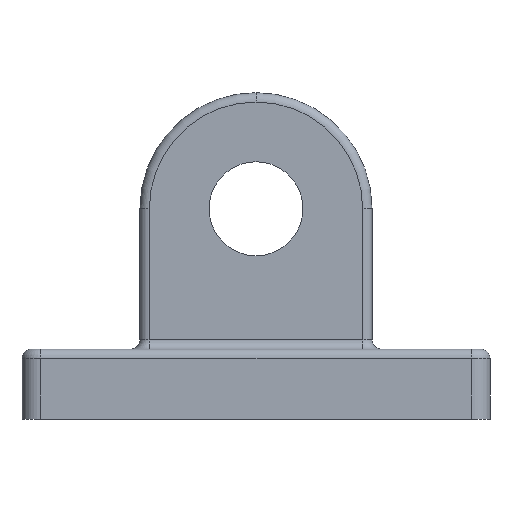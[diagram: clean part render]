
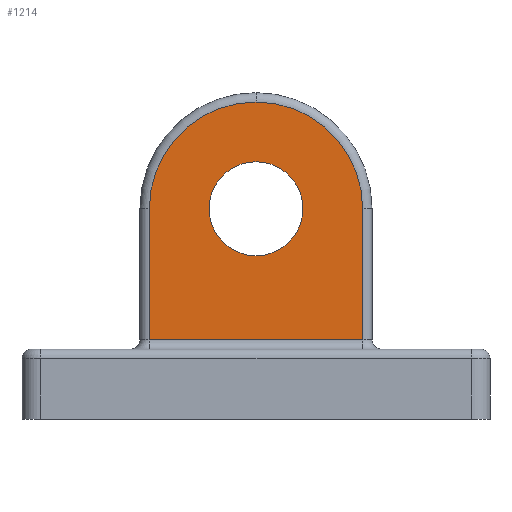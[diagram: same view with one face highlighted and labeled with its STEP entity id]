
A CAD part, left-side view. The second image highlights one B-rep face of the part: STEP entity #1214.
In plain terms, the highlighted planar face has unit normal (-1, 0, 0).
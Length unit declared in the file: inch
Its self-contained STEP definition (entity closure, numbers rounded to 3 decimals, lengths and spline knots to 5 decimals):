
#199 = ORIENTED_EDGE ( 'NONE', *, *, #1798, .T. ) ;
#218 = EDGE_CURVE ( 'NONE', #1201, #1380, #517, .T. ) ;
#220 = CIRCLE ( 'NONE', #1287, 0.57 ) ;
#245 = CARTESIAN_POINT ( 'NONE',  ( -0.88, 0., 1.125 ) ) ;
#260 = DIRECTION ( 'NONE',  ( 0., 0., -1. ) ) ;
#308 = CARTESIAN_POINT ( 'NONE',  ( -0.88, -0.57, 1.125 ) ) ;
#330 = EDGE_CURVE ( 'NONE', #1348, #1561, #220, .T. ) ;
#344 = CARTESIAN_POINT ( 'NONE',  ( -0.88, 0.57, 1.125 ) ) ;
#347 = EDGE_CURVE ( 'NONE', #1268, #1254, #514, .T. ) ;
#382 = DIRECTION ( 'NONE',  ( 0., 0., 1. ) ) ;
#386 = CARTESIAN_POINT ( 'NONE',  ( -0.88, 0., 1.376 ) ) ;
#416 = PLANE ( 'NONE',  #1802 ) ;
#423 = CARTESIAN_POINT ( 'NONE',  ( -0.88, 0.57, 1.125 ) ) ;
#430 = EDGE_LOOP ( 'NONE', ( #199, #1797, #609, #563, #1711 ) ) ;
#433 = CIRCLE ( 'NONE', #1921, 0.57 ) ;
#439 = FACE_BOUND ( 'NONE', #904, .T. ) ;
#465 = EDGE_CURVE ( 'NONE', #1254, #1268, #619, .T. ) ;
#501 = ORIENTED_EDGE ( 'NONE', *, *, #465, .T. ) ;
#514 = CIRCLE ( 'NONE', #1716, 0.251 ) ;
#517 = LINE ( 'NONE', #951, #2020 ) ;
#552 = DIRECTION ( 'NONE',  ( -1., 0., 0. ) ) ;
#563 = ORIENTED_EDGE ( 'NONE', *, *, #330, .T. ) ;
#574 = CARTESIAN_POINT ( 'NONE',  ( -0.88, 0.57, 0.425 ) ) ;
#609 = ORIENTED_EDGE ( 'NONE', *, *, #1327, .T. ) ;
#619 = CIRCLE ( 'NONE', #1251, 0.251 ) ;
#633 = VERTEX_POINT ( 'NONE', #423 ) ;
#642 = DIRECTION ( 'NONE',  ( -1., 0., 0. ) ) ;
#672 = DIRECTION ( 'NONE',  ( 0., 0., 1. ) ) ;
#708 = LINE ( 'NONE', #1295, #2050 ) ;
#744 = DIRECTION ( 'NONE',  ( 0., 0., -1. ) ) ;
#818 = CARTESIAN_POINT ( 'NONE',  ( -0.88, 0., 1.125 ) ) ;
#904 = EDGE_LOOP ( 'NONE', ( #2087, #501 ) ) ;
#933 = FACE_OUTER_BOUND ( 'NONE', #430, .T. ) ;
#951 = CARTESIAN_POINT ( 'NONE',  ( -0.88, 0., 0.425 ) ) ;
#1067 = CARTESIAN_POINT ( 'NONE',  ( -0.88, 0., 1.695 ) ) ;
#1068 = CARTESIAN_POINT ( 'NONE',  ( -0.88, 0., 0.874 ) ) ;
#1080 = DIRECTION ( 'NONE',  ( 1., 0., 0. ) ) ;
#1084 = EDGE_CURVE ( 'NONE', #1561, #633, #433, .T. ) ;
#1201 = VERTEX_POINT ( 'NONE', #574 ) ;
#1214 = ADVANCED_FACE ( 'NONE', ( #933, #439 ), #416, .T. ) ;
#1251 = AXIS2_PLACEMENT_3D ( 'NONE', #1720, #1080, #260 ) ;
#1254 = VERTEX_POINT ( 'NONE', #386 ) ;
#1268 = VERTEX_POINT ( 'NONE', #1068 ) ;
#1287 = AXIS2_PLACEMENT_3D ( 'NONE', #1662, #642, #672 ) ;
#1295 = CARTESIAN_POINT ( 'NONE',  ( -0.88, -0.57, 1.125 ) ) ;
#1327 = EDGE_CURVE ( 'NONE', #1380, #1348, #708, .T. ) ;
#1348 = VERTEX_POINT ( 'NONE', #308 ) ;
#1380 = VERTEX_POINT ( 'NONE', #1992 ) ;
#1403 = VECTOR ( 'NONE', #1655, 39.37008 ) ;
#1404 = DIRECTION ( 'NONE',  ( 0., 0., 1. ) ) ;
#1465 = DIRECTION ( 'NONE',  ( 0., -1., 0. ) ) ;
#1561 = VERTEX_POINT ( 'NONE', #1067 ) ;
#1591 = CARTESIAN_POINT ( 'NONE',  ( -0.88, 0., 1.125 ) ) ;
#1655 = DIRECTION ( 'NONE',  ( 0., 0., -1. ) ) ;
#1662 = CARTESIAN_POINT ( 'NONE',  ( -0.88, 0., 1.125 ) ) ;
#1694 = DIRECTION ( 'NONE',  ( 1., 0., 0. ) ) ;
#1711 = ORIENTED_EDGE ( 'NONE', *, *, #1084, .T. ) ;
#1716 = AXIS2_PLACEMENT_3D ( 'NONE', #818, #1694, #1847 ) ;
#1720 = CARTESIAN_POINT ( 'NONE',  ( -0.88, 0., 1.125 ) ) ;
#1740 = DIRECTION ( 'NONE',  ( -1., 0., 0. ) ) ;
#1750 = LINE ( 'NONE', #344, #1403 ) ;
#1797 = ORIENTED_EDGE ( 'NONE', *, *, #218, .T. ) ;
#1798 = EDGE_CURVE ( 'NONE', #633, #1201, #1750, .T. ) ;
#1802 = AXIS2_PLACEMENT_3D ( 'NONE', #1591, #1740, #744 ) ;
#1847 = DIRECTION ( 'NONE',  ( 0., 0., -1. ) ) ;
#1921 = AXIS2_PLACEMENT_3D ( 'NONE', #245, #552, #1404 ) ;
#1992 = CARTESIAN_POINT ( 'NONE',  ( -0.88, -0.57, 0.425 ) ) ;
#2020 = VECTOR ( 'NONE', #1465, 39.37008 ) ;
#2050 = VECTOR ( 'NONE', #382, 39.37008 ) ;
#2087 = ORIENTED_EDGE ( 'NONE', *, *, #347, .T. ) ;
